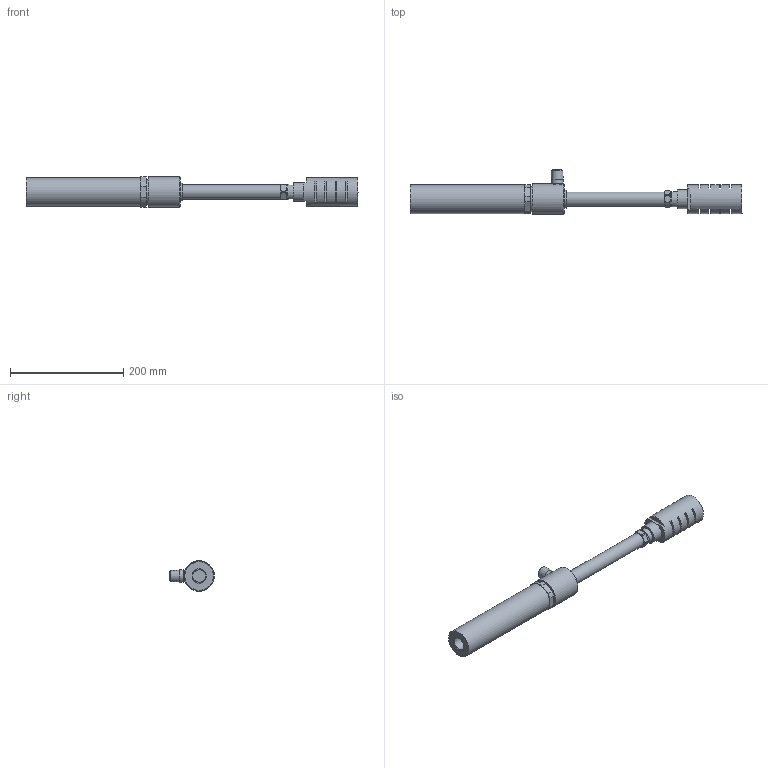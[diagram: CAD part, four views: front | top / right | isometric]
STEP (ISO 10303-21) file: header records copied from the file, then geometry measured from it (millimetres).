
FILE_DESCRIPTION(/* description */ ('','CAx-IF Rec.Pracs.---Representation and Presentation of Product Manufacturing Information (PMI)---4.0---2014-10-13'),/* implementation_level */ '2;1');
FILE_NAME(/* name */ 'LargeVortexTubeMuff-DIM.stp',/* time_stamp */ '2021-04-27T15:30:58-04:00',/* author */ ('Adam Laub'),/* organization */ (''),/* preprocessor_version */ 'ST-DEVELOPER v18',/* originating_system */ 'Autodesk Inventor 2020',/* authorisation */ '');
FILE_SCHEMA (('AP242_MANAGED_MODEL_BASED_3D_ENGINEERING_MIM_LF { 1 0 10303 442 1 1 4 }'));
Length unit declared in the file: inch
Products named in the file (4): LargeVortexTubeMuff-DIM; 3907; LargeVortexTubeMuff; 3906
Assembly tree (3 placements, depth 2):
  LargeVortexTubeMuff-DIM
    3907
    LargeVortexTubeMuff
    3906
Bounding box: 587.49 x 79.38 x 53.98 mm (x, y, z)
Volume: 810248 mm3; surface area: 121426.8 mm2
Topology: 3 solids, 3 shells, 127 faces, 445 edges, 449 vertices
Faces by surface type: plane 67, cylinder 30, cone 28, torus 2
Full cylindrical faces by diameter (mm): 15.799 x1, 20.726 x1, 21.336 x1, 22.352 x1, 23.874 x1, 25.4 x2, 26.67 x1, 31.75 x1, 33.337 x1, 43.815 x2, 50.8 x2, 53.975 x1
Entity records: 4933 total; most frequent: CARTESIAN_POINT 1068, DIRECTION 791, ORIENTED_EDGE 662, EDGE_CURVE 331, AXIS2_PLACEMENT_3D 326, VERTEX_POINT 225, CIRCLE 179, EDGE_LOOP 144
